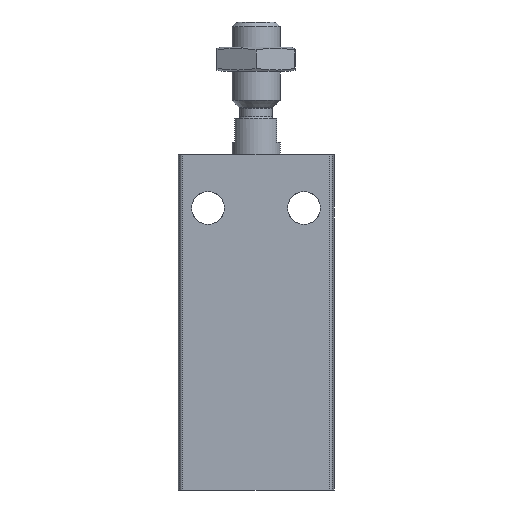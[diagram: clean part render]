
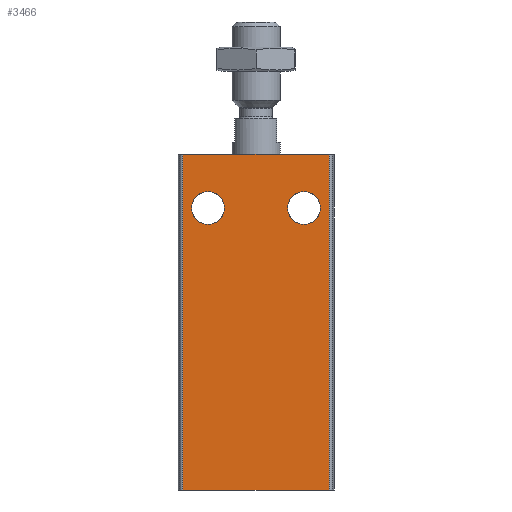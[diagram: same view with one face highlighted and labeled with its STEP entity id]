
A CAD part, front view. The second image highlights one B-rep face of the part: STEP entity #3466.
In plain terms, the highlighted planar face has unit normal (0, -1, 0).
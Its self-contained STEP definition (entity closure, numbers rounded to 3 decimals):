
#118=PLANE('',#3841);
#313=LINE('',#6015,#539);
#337=LINE('',#6104,#563);
#344=LINE('',#6131,#570);
#345=LINE('',#6132,#571);
#539=VECTOR('',#4520,1000.);
#563=VECTOR('',#4598,1000.);
#570=VECTOR('',#4631,1000.);
#571=VECTOR('',#4632,1000.);
#619=CIRCLE('',#3627,2.75);
#620=CIRCLE('',#3630,2.75);
#1315=ORIENTED_EDGE('',*,*,#1767,.F.);
#1316=ORIENTED_EDGE('',*,*,#1763,.F.);
#1317=ORIENTED_EDGE('',*,*,#2059,.T.);
#1318=ORIENTED_EDGE('',*,*,#2125,.T.);
#1319=ORIENTED_EDGE('',*,*,#2109,.F.);
#1320=ORIENTED_EDGE('',*,*,#2126,.F.);
#1763=EDGE_CURVE('',#2251,#2251,#619,.T.);
#1767=EDGE_CURVE('',#2255,#2255,#620,.T.);
#2059=EDGE_CURVE('',#2478,#2477,#313,.T.);
#2109=EDGE_CURVE('',#2515,#2516,#337,.T.);
#2125=EDGE_CURVE('',#2477,#2516,#344,.T.);
#2126=EDGE_CURVE('',#2478,#2515,#345,.T.);
#2251=VERTEX_POINT('',#5076);
#2255=VERTEX_POINT('',#5140);
#2477=VERTEX_POINT('',#6014);
#2478=VERTEX_POINT('',#6016);
#2515=VERTEX_POINT('',#6103);
#2516=VERTEX_POINT('',#6105);
#2794=EDGE_LOOP('',(#1315));
#2795=EDGE_LOOP('',(#1316));
#2796=EDGE_LOOP('',(#1317,#1318,#1319,#1320));
#3084=FACE_BOUND('',#2794,.T.);
#3085=FACE_BOUND('',#2795,.T.);
#3086=FACE_BOUND('',#2796,.T.);
#3466=ADVANCED_FACE('',(#3084,#3085,#3086),#118,.T.);
#3627=AXIS2_PLACEMENT_3D('',#5075,#4024,#4025);
#3630=AXIS2_PLACEMENT_3D('',#5139,#4030,#4031);
#3841=AXIS2_PLACEMENT_3D('',#6130,#4629,#4630);
#4024=DIRECTION('',(0.,-1.,0.));
#4025=DIRECTION('',(0.,0.,-1.));
#4030=DIRECTION('',(0.,-1.,0.));
#4031=DIRECTION('',(0.,0.,-1.));
#4520=DIRECTION('',(1.,0.,0.));
#4598=DIRECTION('',(1.,0.,0.));
#4629=DIRECTION('',(0.,-1.,0.));
#4630=DIRECTION('',(0.,0.,-1.));
#4631=DIRECTION('',(0.,0.,1.));
#4632=DIRECTION('',(0.,0.,1.));
#5075=CARTESIAN_POINT('',(8.,-20.,-9.));
#5076=CARTESIAN_POINT('',(8.,-20.,-11.75));
#5139=CARTESIAN_POINT('',(-8.,-20.,-9.));
#5140=CARTESIAN_POINT('',(-8.,-20.,-11.75));
#6014=CARTESIAN_POINT('',(12.182,-20.,-56.));
#6015=CARTESIAN_POINT('',(-13.,-20.,-56.));
#6016=CARTESIAN_POINT('',(-12.182,-20.,-56.));
#6103=CARTESIAN_POINT('',(-12.182,-20.,0.));
#6104=CARTESIAN_POINT('',(-13.,-20.,0.));
#6105=CARTESIAN_POINT('',(12.182,-20.,0.));
#6130=CARTESIAN_POINT('',(-13.,-20.,-56.));
#6131=CARTESIAN_POINT('',(12.182,-20.,-56.));
#6132=CARTESIAN_POINT('',(-12.182,-20.,-56.));
